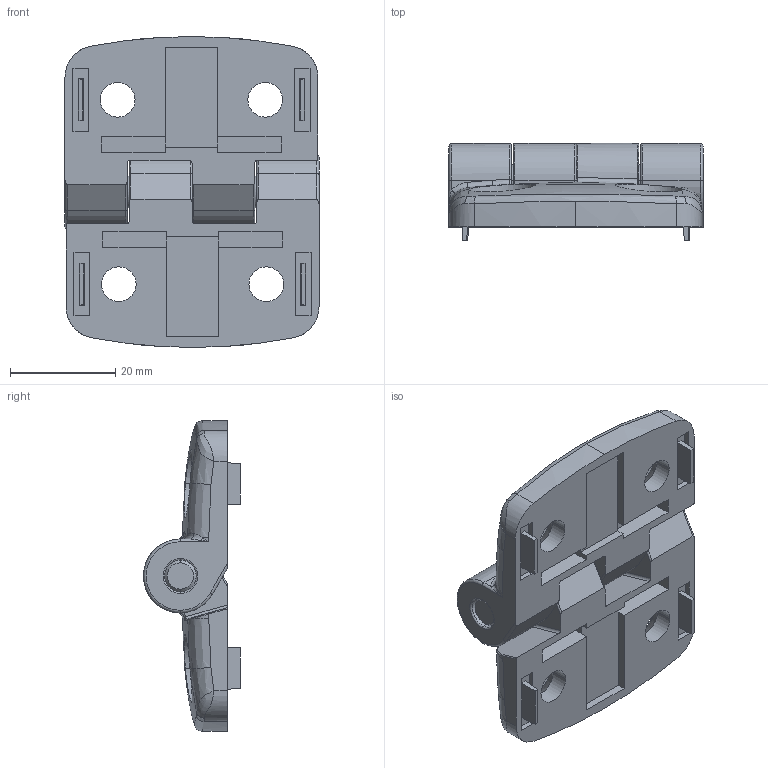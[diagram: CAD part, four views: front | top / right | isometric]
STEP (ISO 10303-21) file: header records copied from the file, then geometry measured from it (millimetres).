
FILE_DESCRIPTION(('STEP AP214'),'1');
FILE_NAME('fath_095k3030f08.stp','2017-07-20T06:13:57',('TraceParts'),('TraceParts S.A.'),'Spatial InterOp 3D',' ',' ');
FILE_SCHEMA(('automotive_design'));
Length unit declared in the file: millimetre
Products named in the file (3): fath_095k3030f08_1; fath_095k3030f08_2; fath_095k3030f08_3
Bounding box: 48.2 x 18.4 x 59 mm (x, y, z)
Volume: 20327.5 mm3; surface area: 11543.2 mm2
Topology: 3 solids, 3 shells, 265 faces, 658 edges, 394 vertices
Faces by surface type: plane 95, bspline 68, cylinder 64, torus 26, cone 12
Entity records: 12319 total; most frequent: CARTESIAN_POINT 4420, ORIENTED_EDGE 1292, DIRECTION 1038, EDGE_CURVE 646, VERTEX_POINT 394, AXIS2_PLACEMENT_3D 372, LINE 294, VECTOR 294
